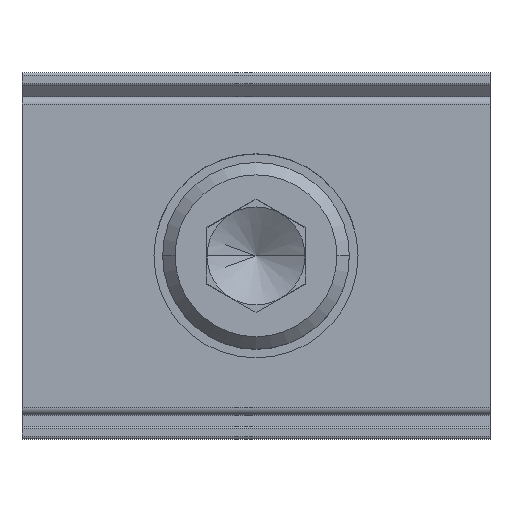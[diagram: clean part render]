
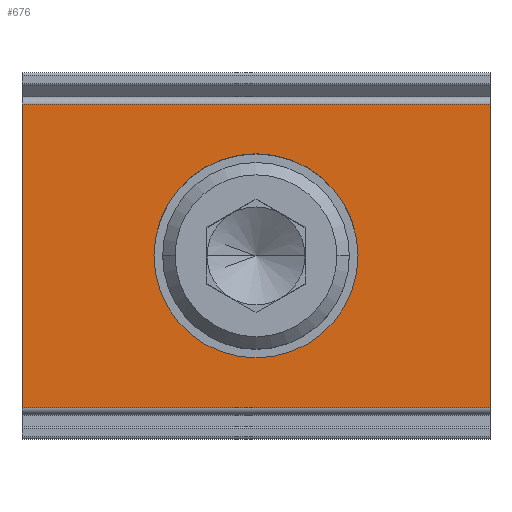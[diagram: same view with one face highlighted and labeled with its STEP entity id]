
A CAD part, top view. The second image highlights one B-rep face of the part: STEP entity #676.
In plain terms, the highlighted planar face has unit normal (0, 0, 1).
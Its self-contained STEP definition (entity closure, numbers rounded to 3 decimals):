
#46 = ORIENTED_EDGE ( 'NONE', *, *, #211, .F. ) ;
#97 = CARTESIAN_POINT ( 'NONE',  ( 11.938, 7.741, 11.887 ) ) ;
#116 = DIRECTION ( 'NONE',  ( 0., -1., 0. ) ) ;
#117 = VECTOR ( 'NONE', #376, 1000. ) ;
#166 = LINE ( 'NONE', #327, #1315 ) ;
#177 = CARTESIAN_POINT ( 'NONE',  ( 5.207, 0., 11.887 ) ) ;
#211 = EDGE_CURVE ( 'NONE', #363, #1436, #1588, .T. ) ;
#327 = CARTESIAN_POINT ( 'NONE',  ( 11.938, -7.741, 11.887 ) ) ;
#337 = AXIS2_PLACEMENT_3D ( 'NONE', #2420, #1090, #1325 ) ;
#363 = VERTEX_POINT ( 'NONE', #177 ) ;
#376 = DIRECTION ( 'NONE',  ( -1., 0., 0. ) ) ;
#458 = DIRECTION ( 'NONE',  ( -1., 0., 0. ) ) ;
#478 = EDGE_LOOP ( 'NONE', ( #2537, #2455, #2385, #2260 ) ) ;
#509 = CARTESIAN_POINT ( 'NONE',  ( 0., 0., 11.887 ) ) ;
#531 = LINE ( 'NONE', #1415, #1754 ) ;
#557 = EDGE_CURVE ( 'NONE', #2293, #927, #166, .T. ) ;
#611 = FACE_OUTER_BOUND ( 'NONE', #478, .T. ) ;
#666 = AXIS2_PLACEMENT_3D ( 'NONE', #509, #1385, #745 ) ;
#676 = ADVANCED_FACE ( 'NONE', ( #611, #2853 ), #1342, .F. ) ;
#745 = DIRECTION ( 'NONE',  ( -1., 0., 0. ) ) ;
#906 = CARTESIAN_POINT ( 'NONE',  ( 11.938, -7.741, 11.887 ) ) ;
#927 = VERTEX_POINT ( 'NONE', #1424 ) ;
#951 = EDGE_CURVE ( 'NONE', #927, #1845, #1068, .T. ) ;
#1030 = EDGE_CURVE ( 'NONE', #2293, #2776, #1443, .T. ) ;
#1068 = LINE ( 'NONE', #2642, #117 ) ;
#1090 = DIRECTION ( 'NONE',  ( 0., 0., 1. ) ) ;
#1120 = DIRECTION ( 'NONE',  ( 0., 0., -1. ) ) ;
#1175 = CIRCLE ( 'NONE', #666, 5.207 ) ;
#1249 = ORIENTED_EDGE ( 'NONE', *, *, #1583, .F. ) ;
#1315 = VECTOR ( 'NONE', #116, 1000. ) ;
#1325 = DIRECTION ( 'NONE',  ( -1., 0., 0. ) ) ;
#1342 = PLANE ( 'NONE',  #2438 ) ;
#1385 = DIRECTION ( 'NONE',  ( 0., 0., 1. ) ) ;
#1415 = CARTESIAN_POINT ( 'NONE',  ( -11.938, -7.741, 11.887 ) ) ;
#1424 = CARTESIAN_POINT ( 'NONE',  ( 11.938, -7.741, 11.887 ) ) ;
#1436 = VERTEX_POINT ( 'NONE', #2730 ) ;
#1443 = LINE ( 'NONE', #1686, #1593 ) ;
#1583 = EDGE_CURVE ( 'NONE', #1436, #363, #1175, .T. ) ;
#1588 = CIRCLE ( 'NONE', #337, 5.207 ) ;
#1593 = VECTOR ( 'NONE', #1942, 1000. ) ;
#1686 = CARTESIAN_POINT ( 'NONE',  ( 11.938, 7.741, 11.887 ) ) ;
#1754 = VECTOR ( 'NONE', #2311, 1000. ) ;
#1776 = CARTESIAN_POINT ( 'NONE',  ( -11.938, 7.741, 11.887 ) ) ;
#1845 = VERTEX_POINT ( 'NONE', #2383 ) ;
#1942 = DIRECTION ( 'NONE',  ( -1., 0., 0. ) ) ;
#2047 = EDGE_LOOP ( 'NONE', ( #46, #1249 ) ) ;
#2260 = ORIENTED_EDGE ( 'NONE', *, *, #1030, .T. ) ;
#2293 = VERTEX_POINT ( 'NONE', #97 ) ;
#2311 = DIRECTION ( 'NONE',  ( 0., -1., 0. ) ) ;
#2318 = EDGE_CURVE ( 'NONE', #2776, #1845, #531, .T. ) ;
#2383 = CARTESIAN_POINT ( 'NONE',  ( -11.938, -7.741, 11.887 ) ) ;
#2385 = ORIENTED_EDGE ( 'NONE', *, *, #557, .F. ) ;
#2420 = CARTESIAN_POINT ( 'NONE',  ( 0., 0., 11.887 ) ) ;
#2438 = AXIS2_PLACEMENT_3D ( 'NONE', #906, #1120, #458 ) ;
#2455 = ORIENTED_EDGE ( 'NONE', *, *, #951, .F. ) ;
#2537 = ORIENTED_EDGE ( 'NONE', *, *, #2318, .T. ) ;
#2642 = CARTESIAN_POINT ( 'NONE',  ( 11.938, -7.741, 11.887 ) ) ;
#2730 = CARTESIAN_POINT ( 'NONE',  ( -5.207, 0., 11.887 ) ) ;
#2776 = VERTEX_POINT ( 'NONE', #1776 ) ;
#2853 = FACE_BOUND ( 'NONE', #2047, .T. ) ;
